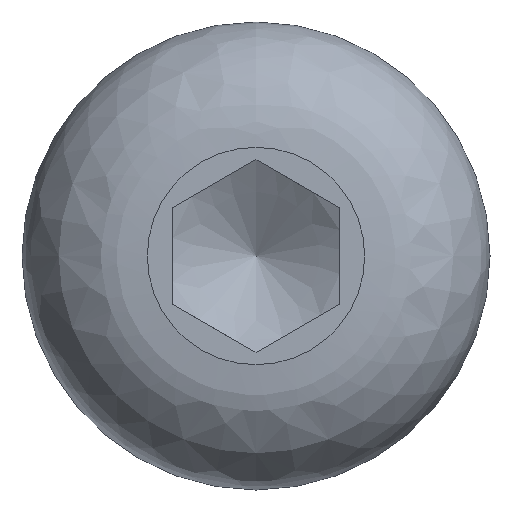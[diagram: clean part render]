
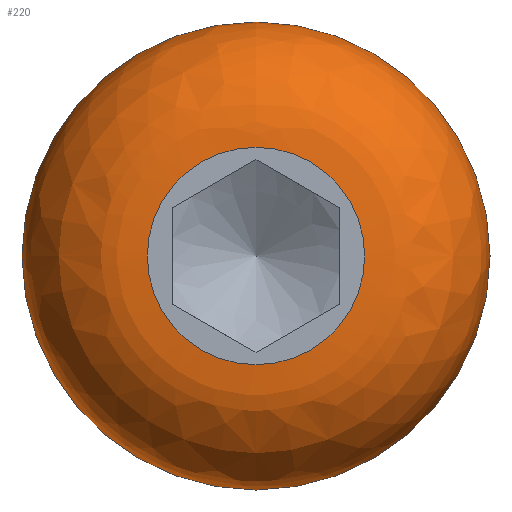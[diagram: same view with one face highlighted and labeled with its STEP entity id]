
A CAD part, left-side view. The second image highlights one B-rep face of the part: STEP entity #220.
In plain terms, the highlighted free-form (B-spline) face has degree [2, 2] with [3, 9] control points.
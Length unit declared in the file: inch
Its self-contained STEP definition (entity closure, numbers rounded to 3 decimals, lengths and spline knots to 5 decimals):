
#37=(
BOUNDED_CURVE()
B_SPLINE_CURVE(2,(#363,#364,#365),.UNSPECIFIED.,.F.,.F.)
B_SPLINE_CURVE_WITH_KNOTS((3,3),(0.,1.5708),
 .UNSPECIFIED.)
CURVE()
GEOMETRIC_REPRESENTATION_ITEM()
RATIONAL_B_SPLINE_CURVE((1.,0.707,1.))
REPRESENTATION_ITEM($)
);
#44=(
BOUNDED_SURFACE()
B_SPLINE_SURFACE(2,2,((#332,#333,#334,#335,#336,#337,#338,#339,#340),(#341,
#342,#343,#344,#345,#346,#347,#348,#349),(#350,#351,#352,#353,#354,#355,
#356,#357,#358)),.UNSPECIFIED.,.F.,.T.,.F.)
B_SPLINE_SURFACE_WITH_KNOTS((3,3),(3,2,2,2,3),(-1.5708,0.),
(-3.14159,-1.5708,0.,1.5708,3.14159),
 .UNSPECIFIED.)
GEOMETRIC_REPRESENTATION_ITEM()
RATIONAL_B_SPLINE_SURFACE(((1.,0.707,1.,0.707,1.,
0.707,1.,0.707,1.),(0.707,0.5,0.707,
0.5,0.707,0.5,0.707,0.5,0.707),(1.,
0.707,1.,0.707,1.,0.707,1.,0.707,
1.)))
REPRESENTATION_ITEM($)
SURFACE()
);
#70=FACE_OUTER_BOUND($,#88,.T.);
#88=EDGE_LOOP($,(#167,#168,#169,#170,#171,#172));
#105=CIRCLE($,#243,0.2185);
#106=CIRCLE($,#244,0.1015);
#107=CIRCLE($,#245,0.1015);
#108=CIRCLE($,#246,0.2185);
#114=VERTEX_POINT($,#359);
#115=VERTEX_POINT($,#360);
#116=VERTEX_POINT($,#362);
#117=VERTEX_POINT($,#366);
#135=EDGE_CURVE($,#114,#115,#105,.T.);
#136=EDGE_CURVE($,#115,#116,#37,.T.);
#137=EDGE_CURVE($,#116,#117,#106,.T.);
#138=EDGE_CURVE($,#117,#116,#107,.T.);
#139=EDGE_CURVE($,#115,#114,#108,.T.);
#167=ORIENTED_EDGE($,*,*,#135,.T.);
#168=ORIENTED_EDGE($,*,*,#136,.T.);
#169=ORIENTED_EDGE($,*,*,#137,.T.);
#170=ORIENTED_EDGE($,*,*,#138,.T.);
#171=ORIENTED_EDGE($,*,*,#136,.F.);
#172=ORIENTED_EDGE($,*,*,#139,.T.);
#220=ADVANCED_FACE($,(#70),#44,.F.);
#243=AXIS2_PLACEMENT_3D($,#361,#278,#279);
#244=AXIS2_PLACEMENT_3D($,#367,#280,#281);
#245=AXIS2_PLACEMENT_3D($,#368,#282,#283);
#246=AXIS2_PLACEMENT_3D($,#369,#284,#285);
#278=DIRECTION('center_axis',(-1.,0.,0.));
#279=DIRECTION('ref_axis',(0.,-1.,0.));
#280=DIRECTION('center_axis',(1.,0.,0.));
#281=DIRECTION('ref_axis',(0.,-1.,0.));
#282=DIRECTION('center_axis',(1.,0.,0.));
#283=DIRECTION('ref_axis',(0.,-1.,0.));
#284=DIRECTION('center_axis',(-1.,0.,0.));
#285=DIRECTION('ref_axis',(0.,-1.,0.));
#332=CARTESIAN_POINT('Ctrl Pts',(-0.132,0.,0.1015));
#333=CARTESIAN_POINT('Ctrl Pts',(-0.132,-0.1015,0.1015));
#334=CARTESIAN_POINT('Ctrl Pts',(-0.132,-0.1015,0.));
#335=CARTESIAN_POINT('Ctrl Pts',(-0.132,-0.1015,-0.1015));
#336=CARTESIAN_POINT('Ctrl Pts',(-0.132,0.,-0.1015));
#337=CARTESIAN_POINT('Ctrl Pts',(-0.132,0.1015,-0.1015));
#338=CARTESIAN_POINT('Ctrl Pts',(-0.132,0.1015,0.));
#339=CARTESIAN_POINT('Ctrl Pts',(-0.132,0.1015,0.1015));
#340=CARTESIAN_POINT('Ctrl Pts',(-0.132,0.,0.1015));
#341=CARTESIAN_POINT('Ctrl Pts',(-0.132,0.,0.2185));
#342=CARTESIAN_POINT('Ctrl Pts',(-0.132,-0.2185,0.2185));
#343=CARTESIAN_POINT('Ctrl Pts',(-0.132,-0.2185,0.));
#344=CARTESIAN_POINT('Ctrl Pts',(-0.132,-0.2185,-0.2185));
#345=CARTESIAN_POINT('Ctrl Pts',(-0.132,0.,-0.2185));
#346=CARTESIAN_POINT('Ctrl Pts',(-0.132,0.2185,-0.2185));
#347=CARTESIAN_POINT('Ctrl Pts',(-0.132,0.2185,0.));
#348=CARTESIAN_POINT('Ctrl Pts',(-0.132,0.2185,0.2185));
#349=CARTESIAN_POINT('Ctrl Pts',(-0.132,0.,0.2185));
#350=CARTESIAN_POINT('Ctrl Pts',(-0.015,0.,
0.2185));
#351=CARTESIAN_POINT('Ctrl Pts',(-0.015,-0.2185,0.2185));
#352=CARTESIAN_POINT('Ctrl Pts',(-0.015,-0.2185,0.));
#353=CARTESIAN_POINT('Ctrl Pts',(-0.015,-0.2185,-0.2185));
#354=CARTESIAN_POINT('Ctrl Pts',(-0.015,0.,
-0.2185));
#355=CARTESIAN_POINT('Ctrl Pts',(-0.015,0.2185,-0.2185));
#356=CARTESIAN_POINT('Ctrl Pts',(-0.015,0.2185,0.));
#357=CARTESIAN_POINT('Ctrl Pts',(-0.015,0.2185,0.2185));
#358=CARTESIAN_POINT('Ctrl Pts',(-0.015,0.,
0.2185));
#359=CARTESIAN_POINT('',(-0.015,0.2185,0.));
#360=CARTESIAN_POINT('',(-0.015,0.,0.2185));
#361=CARTESIAN_POINT('Origin',(-0.015,0.,
0.));
#362=CARTESIAN_POINT('',(-0.132,0.,0.1015));
#363=CARTESIAN_POINT('Ctrl Pts',(-0.015,0.,
0.2185));
#364=CARTESIAN_POINT('Ctrl Pts',(-0.132,0.,0.2185));
#365=CARTESIAN_POINT('Ctrl Pts',(-0.132,0.,0.1015));
#366=CARTESIAN_POINT('',(-0.132,0.1015,0.));
#367=CARTESIAN_POINT('Origin',(-0.132,0.,0.));
#368=CARTESIAN_POINT('Origin',(-0.132,0.,0.));
#369=CARTESIAN_POINT('Origin',(-0.015,0.,
0.));
